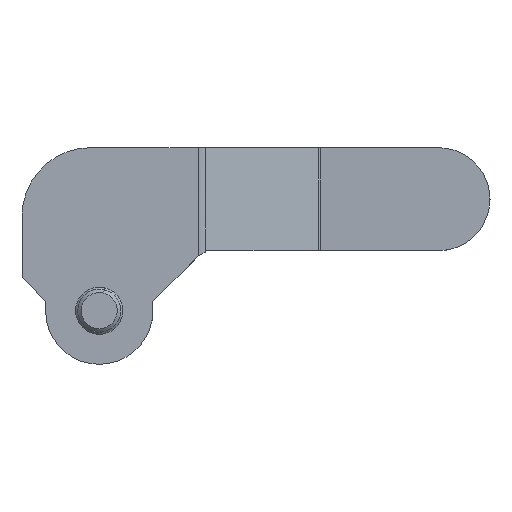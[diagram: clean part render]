
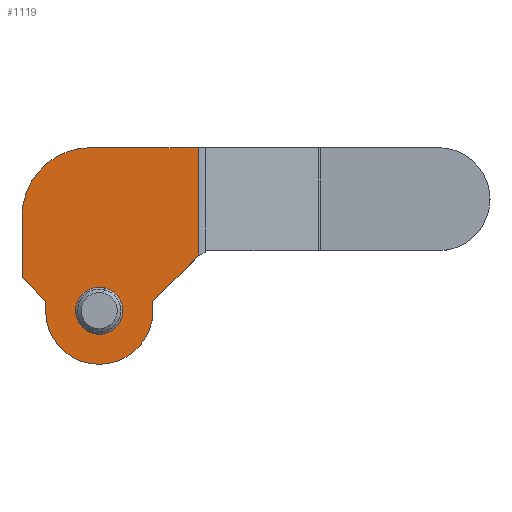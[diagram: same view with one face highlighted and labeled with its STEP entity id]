
A CAD part, top view. The second image highlights one B-rep face of the part: STEP entity #1119.
In plain terms, the highlighted planar face has unit normal (0, 0, 1).
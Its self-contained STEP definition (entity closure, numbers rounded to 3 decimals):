
#40 = ORIENTED_EDGE ( 'NONE', *, *, #1105, .T. ) ;
#49 = VERTEX_POINT ( 'NONE', #278 ) ;
#65 = CARTESIAN_POINT ( 'NONE',  ( 2.75, 0., 0. ) ) ;
#85 = ORIENTED_EDGE ( 'NONE', *, *, #793, .T. ) ;
#110 = CARTESIAN_POINT ( 'NONE',  ( 6.25, 0., 0. ) ) ;
#132 = DIRECTION ( 'NONE',  ( 0., 1., 0. ) ) ;
#163 = ORIENTED_EDGE ( 'NONE', *, *, #896, .T. ) ;
#170 = EDGE_CURVE ( 'NONE', #627, #954, #346, .T. ) ;
#207 = VERTEX_POINT ( 'NONE', #629 ) ;
#212 = ORIENTED_EDGE ( 'NONE', *, *, #692, .T. ) ;
#219 = CARTESIAN_POINT ( 'NONE',  ( -9., 3.854, 0. ) ) ;
#275 = ORIENTED_EDGE ( 'NONE', *, *, #930, .T. ) ;
#278 = CARTESIAN_POINT ( 'NONE',  ( 6.25, 1.104, 0. ) ) ;
#330 = CARTESIAN_POINT ( 'NONE',  ( -6.25, 0., 0. ) ) ;
#336 = VERTEX_POINT ( 'NONE', #1122 ) ;
#346 = CIRCLE ( 'NONE', #397, 2.75 ) ;
#358 = DIRECTION ( 'NONE',  ( 0., 0., 1. ) ) ;
#360 = VERTEX_POINT ( 'NONE', #643 ) ;
#363 = DIRECTION ( 'NONE',  ( 1., 0., 0. ) ) ;
#376 = CARTESIAN_POINT ( 'NONE',  ( 0., 0., 0. ) ) ;
#387 = EDGE_LOOP ( 'NONE', ( #507, #510 ) ) ;
#397 = AXIS2_PLACEMENT_3D ( 'NONE', #772, #659, #864 ) ;
#406 = VERTEX_POINT ( 'NONE', #1176 ) ;
#415 = VERTEX_POINT ( 'NONE', #1144 ) ;
#416 = EDGE_LOOP ( 'NONE', ( #40, #591, #1188, #212, #663, #85, #163, #599, #275 ) ) ;
#434 = VERTEX_POINT ( 'NONE', #701 ) ;
#444 = CIRCLE ( 'NONE', #1193, 8. ) ;
#460 = CIRCLE ( 'NONE', #668, 2.75 ) ;
#479 = LINE ( 'NONE', #827, #540 ) ;
#507 = ORIENTED_EDGE ( 'NONE', *, *, #718, .F. ) ;
#510 = ORIENTED_EDGE ( 'NONE', *, *, #170, .F. ) ;
#531 = LINE ( 'NONE', #758, #572 ) ;
#540 = VECTOR ( 'NONE', #824, 1000. ) ;
#572 = VECTOR ( 'NONE', #739, 1000. ) ;
#591 = ORIENTED_EDGE ( 'NONE', *, *, #1110, .T. ) ;
#596 = CIRCLE ( 'NONE', #1217, 6.25 ) ;
#599 = ORIENTED_EDGE ( 'NONE', *, *, #868, .T. ) ;
#606 = LINE ( 'NONE', #330, #617 ) ;
#617 = VECTOR ( 'NONE', #1410, 1000. ) ;
#627 = VERTEX_POINT ( 'NONE', #1434 ) ;
#629 = CARTESIAN_POINT ( 'NONE',  ( 11.526, 6.38, 0. ) ) ;
#643 = CARTESIAN_POINT ( 'NONE',  ( -9., 11., 0. ) ) ;
#646 = VECTOR ( 'NONE', #132, 1000. ) ;
#657 = LINE ( 'NONE', #110, #646 ) ;
#659 = DIRECTION ( 'NONE',  ( 0., 0., 1. ) ) ;
#663 = ORIENTED_EDGE ( 'NONE', *, *, #829, .T. ) ;
#668 = AXIS2_PLACEMENT_3D ( 'NONE', #1016, #983, #963 ) ;
#692 = EDGE_CURVE ( 'NONE', #884, #360, #444, .T. ) ;
#696 = LINE ( 'NONE', #1355, #755 ) ;
#701 = CARTESIAN_POINT ( 'NONE',  ( -6.25, 1.104, 0. ) ) ;
#717 = LINE ( 'NONE', #1377, #738 ) ;
#718 = EDGE_CURVE ( 'NONE', #954, #627, #460, .T. ) ;
#723 = FACE_BOUND ( 'NONE', #387, .T. ) ;
#738 = VECTOR ( 'NONE', #1371, 1000. ) ;
#739 = DIRECTION ( 'NONE',  ( 0., -1., 0. ) ) ;
#746 = FACE_OUTER_BOUND ( 'NONE', #416, .T. ) ;
#755 = VECTOR ( 'NONE', #1351, 1000. ) ;
#758 = CARTESIAN_POINT ( 'NONE',  ( -9., 3.854, 0. ) ) ;
#772 = CARTESIAN_POINT ( 'NONE',  ( 0., 0., 0. ) ) ;
#777 = LINE ( 'NONE', #1312, #786 ) ;
#786 = VECTOR ( 'NONE', #1310, 1000. ) ;
#793 = EDGE_CURVE ( 'NONE', #921, #434, #479, .T. ) ;
#824 = DIRECTION ( 'NONE',  ( 0.707, -0.707, 0. ) ) ;
#827 = CARTESIAN_POINT ( 'NONE',  ( -6.25, 1.104, 0. ) ) ;
#829 = EDGE_CURVE ( 'NONE', #360, #921, #531, .T. ) ;
#864 = DIRECTION ( 'NONE',  ( 1., 0., 0. ) ) ;
#868 = EDGE_CURVE ( 'NONE', #415, #336, #596, .T. ) ;
#884 = VERTEX_POINT ( 'NONE', #891 ) ;
#891 = CARTESIAN_POINT ( 'NONE',  ( -1., 19., 0. ) ) ;
#896 = EDGE_CURVE ( 'NONE', #434, #415, #606, .T. ) ;
#921 = VERTEX_POINT ( 'NONE', #219 ) ;
#930 = EDGE_CURVE ( 'NONE', #336, #49, #657, .T. ) ;
#954 = VERTEX_POINT ( 'NONE', #65 ) ;
#963 = DIRECTION ( 'NONE',  ( 1., 0., 0. ) ) ;
#983 = DIRECTION ( 'NONE',  ( 0., 0., 1. ) ) ;
#1016 = CARTESIAN_POINT ( 'NONE',  ( 0., 0., 0. ) ) ;
#1039 = DIRECTION ( 'NONE',  ( -1., 0., 0. ) ) ;
#1075 = CARTESIAN_POINT ( 'NONE',  ( -1., 11., 0. ) ) ;
#1105 = EDGE_CURVE ( 'NONE', #49, #207, #717, .T. ) ;
#1110 = EDGE_CURVE ( 'NONE', #207, #406, #696, .T. ) ;
#1119 = ADVANCED_FACE ( 'NONE', ( #723, #746 ), #1345, .F. ) ;
#1122 = CARTESIAN_POINT ( 'NONE',  ( 6.25, 0., 0. ) ) ;
#1136 = EDGE_CURVE ( 'NONE', #406, #884, #777, .T. ) ;
#1144 = CARTESIAN_POINT ( 'NONE',  ( -6.25, 0., 0. ) ) ;
#1176 = CARTESIAN_POINT ( 'NONE',  ( 11.526, 19., 0. ) ) ;
#1184 = DIRECTION ( 'NONE',  ( 0., 0., 1. ) ) ;
#1188 = ORIENTED_EDGE ( 'NONE', *, *, #1136, .T. ) ;
#1193 = AXIS2_PLACEMENT_3D ( 'NONE', #1075, #1184, #1039 ) ;
#1217 = AXIS2_PLACEMENT_3D ( 'NONE', #376, #358, #363 ) ;
#1291 = AXIS2_PLACEMENT_3D ( 'NONE', #1369, #1342, #1341 ) ;
#1310 = DIRECTION ( 'NONE',  ( -1., 0., 0. ) ) ;
#1312 = CARTESIAN_POINT ( 'NONE',  ( -1., 19., 0. ) ) ;
#1341 = DIRECTION ( 'NONE',  ( -1., 0., 0. ) ) ;
#1342 = DIRECTION ( 'NONE',  ( 0., 0., -1. ) ) ;
#1345 = PLANE ( 'NONE',  #1291 ) ;
#1351 = DIRECTION ( 'NONE',  ( 0., 1., 0. ) ) ;
#1355 = CARTESIAN_POINT ( 'NONE',  ( 11.526, 13., 0. ) ) ;
#1369 = CARTESIAN_POINT ( 'NONE',  ( 39.75, 13., 0. ) ) ;
#1371 = DIRECTION ( 'NONE',  ( 0.707, 0.707, 0. ) ) ;
#1377 = CARTESIAN_POINT ( 'NONE',  ( 6.25, 1.104, 0. ) ) ;
#1410 = DIRECTION ( 'NONE',  ( 0., -1., 0. ) ) ;
#1434 = CARTESIAN_POINT ( 'NONE',  ( -2.75, 0., 0. ) ) ;
